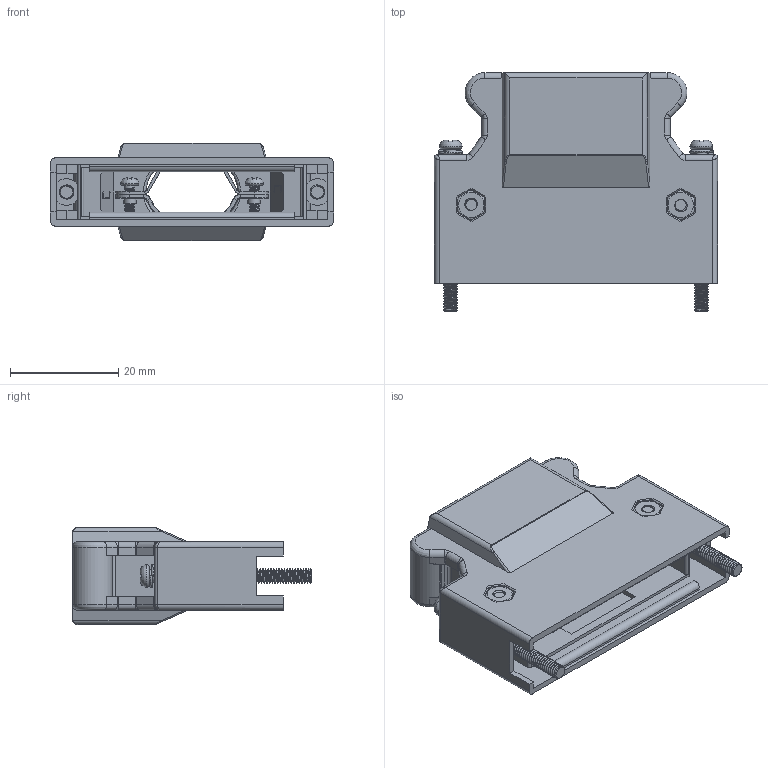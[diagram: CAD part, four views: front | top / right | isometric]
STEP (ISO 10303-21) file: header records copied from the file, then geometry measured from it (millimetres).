
FILE_DESCRIPTION( ('This file contains a STEP AP42 implementation' ,'as created by ZW3D STEP Interface translator.') ,'2;1' );
FILE_NAME( '6327M-050S00PA01(W).stp' ,'2311 7.103648', (''), ('ZWCAD Software Co.'), 'Version 1.0', 'ZW3D to STEP translator', '' );
FILE_SCHEMA(('AUTOMOTIVE_DESIGN { 1 0 10303 214 1 1 1 1 }'));
Length unit declared in the file: millimetre
Products named in the file (1): 0
Bounding box: 52.4 x 44.2 x 18 mm (x, y, z)
Volume: 7695.9 mm3; surface area: 14014.1 mm2
Topology: 6 solids, 10 shells, 1038 faces, 2689 edges, 1680 vertices
Faces by surface type: plane 499, cylinder 305, bspline 218, cone 16
Full cylindrical faces by diameter (mm): 1.283 x2, 1.7 x5, 1.9 x8, 2 x2, 2.2 x2, 2.3 x2, 2.4 x24, 2.45 x2, 2.55 x2, 2.6 x40, 2.85 x2, 3 x4
Entity records: 104462 total; most frequent: CARTESIAN_POINT 80460, ORIENTED_EDGE 5346, DIRECTION 4003, EDGE_CURVE 2671, VERTEX_POINT 1682, VECTOR 1455, LINE 1455, AXIS2_PLACEMENT_3D 1274
